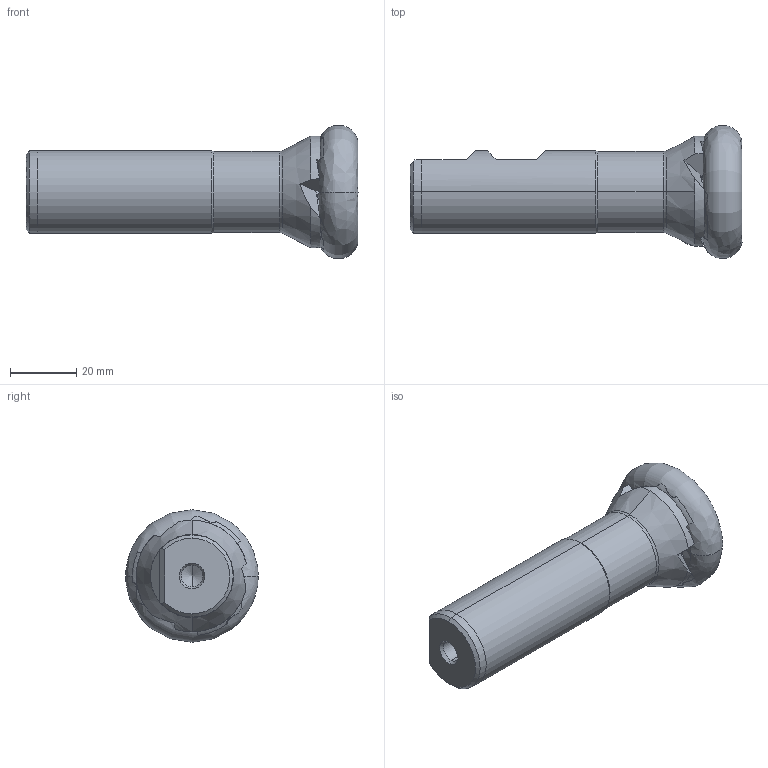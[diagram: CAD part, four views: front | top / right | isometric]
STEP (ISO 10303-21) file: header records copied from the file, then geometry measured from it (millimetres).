
FILE_DESCRIPTION (( 'STEP AP214' ), '1' );
FILE_NAME ('00RN_40_124_25_3.STEP', '2016-09-02T12:21:12', ( '' ), ( '' ), 'SwSTEP 2.0', 'SolidWorks 2016', '' );
FILE_SCHEMA (( 'AUTOMOTIVE_DESIGN' ));
Length unit declared in the file: millimetre
Products named in the file (1): 00RN_40_124_25_3
Bounding box: 99.99 x 39.96 x 39.96 mm (x, y, z)
Volume: 52670.4 mm3; surface area: 13139.6 mm2
Topology: 1 solids, 1 shells, 91 faces, 289 edges, 185 vertices
Faces by surface type: plane 35, cylinder 33, cone 14, torus 5, bspline 4
Entity records: 5841 total; most frequent: CARTESIAN_POINT 3380, ORIENTED_EDGE 574, DIRECTION 421, EDGE_CURVE 287, VERTEX_POINT 185, AXIS2_PLACEMENT_3D 167, B_SPLINE_CURVE_WITH_KNOTS 100, EDGE_LOOP 96
